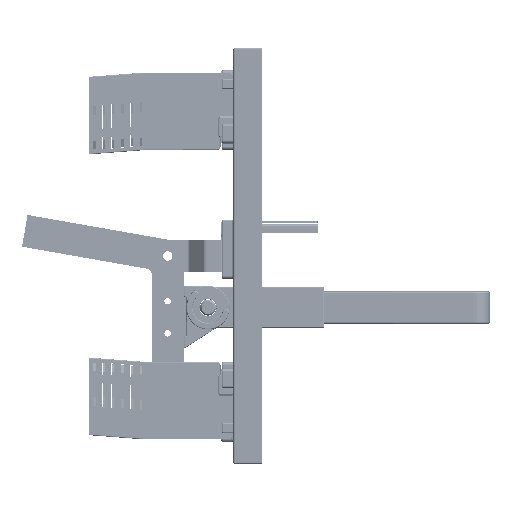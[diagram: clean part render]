
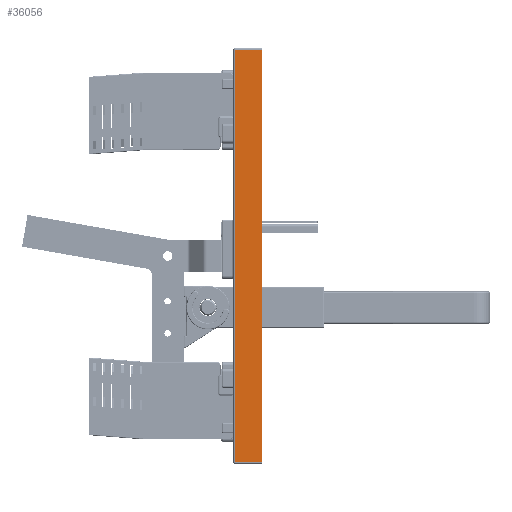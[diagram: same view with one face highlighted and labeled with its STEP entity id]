
A CAD part, left-side view. The second image highlights one B-rep face of the part: STEP entity #36056.
In plain terms, the highlighted planar face has unit normal (-1, 0, 0).
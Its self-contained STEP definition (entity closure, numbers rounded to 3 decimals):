
#3022=DIRECTION('',(0.,-1.,0.));
#3023=VECTOR('',#3022,17.);
#3024=CARTESIAN_POINT('',(-150.,17.,168.));
#3025=LINE('',#3024,#3023);
#3030=DIRECTION('',(0.,0.,-1.));
#3031=VECTOR('',#3030,256.);
#3032=CARTESIAN_POINT('',(-150.,0.,168.));
#3033=LINE('',#3032,#3031);
#3038=DIRECTION('',(0.,0.,-1.));
#3039=VECTOR('',#3038,256.);
#3040=CARTESIAN_POINT('',(-150.,17.,168.));
#3041=LINE('',#3040,#3039);
#3061=DIRECTION('',(0.,-1.,0.));
#3062=VECTOR('',#3061,17.);
#3063=CARTESIAN_POINT('',(-150.,17.,-88.));
#3064=LINE('',#3063,#3062);
#28171=CARTESIAN_POINT('',(-150.,0.,-88.));
#28172=VERTEX_POINT('',#28171);
#28285=CARTESIAN_POINT('',(-150.,17.,-88.));
#28286=VERTEX_POINT('',#28285);
#30185=CARTESIAN_POINT('',(-150.,0.,168.));
#30186=VERTEX_POINT('',#30185);
#30299=CARTESIAN_POINT('',(-150.,17.,168.));
#30300=VERTEX_POINT('',#30299);
#36043=CARTESIAN_POINT('',(-150.,0.,-89.));
#36044=DIRECTION('',(-1.,0.,0.));
#36045=DIRECTION('',(0.,0.,1.));
#36046=AXIS2_PLACEMENT_3D('',#36043,#36044,#36045);
#36047=PLANE('',#36046);
#36049=ORIENTED_EDGE('',*,*,#36048,.F.);
#36050=ORIENTED_EDGE('',*,*,#36036,.T.);
#36051=ORIENTED_EDGE('',*,*,#34806,.T.);
#36053=ORIENTED_EDGE('',*,*,#36052,.F.);
#36054=EDGE_LOOP('',(#36049,#36050,#36051,#36053));
#36055=FACE_OUTER_BOUND('',#36054,.F.);
#34806=EDGE_CURVE('',#30186,#28172,#3033,.T.);
#36036=EDGE_CURVE('',#30300,#30186,#3025,.T.);
#36048=EDGE_CURVE('',#30300,#28286,#3041,.T.);
#36052=EDGE_CURVE('',#28286,#28172,#3064,.T.);
#36056=ADVANCED_FACE('',(#36055),#36047,.T.);
